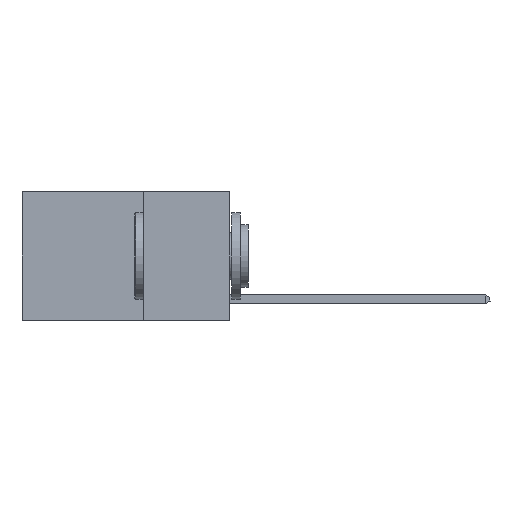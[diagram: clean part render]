
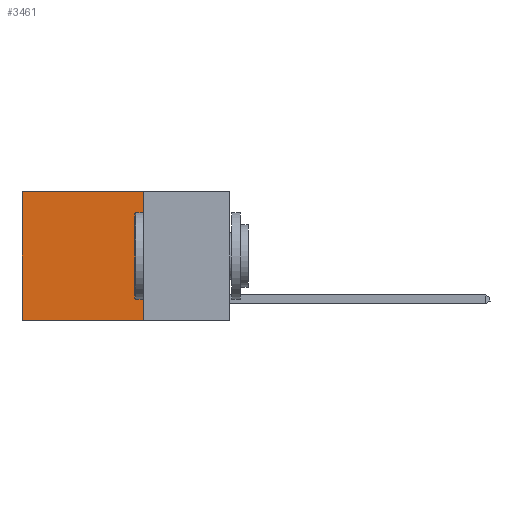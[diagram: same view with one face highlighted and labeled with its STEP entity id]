
A CAD part, left-side view. The second image highlights one B-rep face of the part: STEP entity #3461.
In plain terms, the highlighted planar face has unit normal (-1, 0, 0).
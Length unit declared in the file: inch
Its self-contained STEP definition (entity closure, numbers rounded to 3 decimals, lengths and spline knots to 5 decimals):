
#532 = ORIENTED_EDGE ( 'NONE', *, *, #4785, .T. ) ;
#855 = ORIENTED_EDGE ( 'NONE', *, *, #6466, .F. ) ;
#951 = LINE ( 'NONE', #11873, #9306 ) ;
#983 = PLANE ( 'NONE',  #5465 ) ;
#987 = CARTESIAN_POINT ( 'NONE',  ( 0.2625, 0.25, 0. ) ) ;
#1196 = VECTOR ( 'NONE', #2245, 39.37008 ) ;
#1994 = DIRECTION ( 'NONE',  ( 1., 0., 0. ) ) ;
#2245 = DIRECTION ( 'NONE',  ( 0., 0., -1. ) ) ;
#2895 = CARTESIAN_POINT ( 'NONE',  ( 0.2625, 0.25, -0.37 ) ) ;
#3205 = DIRECTION ( 'NONE',  ( 0., 1., 0. ) ) ;
#3398 = VERTEX_POINT ( 'NONE', #6370 ) ;
#3461 = ADVANCED_FACE ( 'NONE', ( #7997 ), #983, .F. ) ;
#4218 = CARTESIAN_POINT ( 'NONE',  ( 0.2625, 0.25, 0. ) ) ;
#4517 = VERTEX_POINT ( 'NONE', #8700 ) ;
#4721 = LINE ( 'NONE', #2895, #11742 ) ;
#4785 = EDGE_CURVE ( 'NONE', #8418, #4517, #6776, .T. ) ;
#4835 = ORIENTED_EDGE ( 'NONE', *, *, #11463, .F. ) ;
#5425 = EDGE_CURVE ( 'NONE', #4517, #3398, #951, .T. ) ;
#5465 = AXIS2_PLACEMENT_3D ( 'NONE', #11956, #1994, #8623 ) ;
#6370 = CARTESIAN_POINT ( 'NONE',  ( 0.2625, 0.6, -0.37 ) ) ;
#6466 = EDGE_CURVE ( 'NONE', #11022, #3398, #4721, .T. ) ;
#6776 = LINE ( 'NONE', #4218, #9494 ) ;
#7469 = CARTESIAN_POINT ( 'NONE',  ( 0.2625, 0.25, 0. ) ) ;
#7997 = FACE_OUTER_BOUND ( 'NONE', #10157, .T. ) ;
#8364 = DIRECTION ( 'NONE',  ( 0., 0., -1. ) ) ;
#8418 = VERTEX_POINT ( 'NONE', #7469 ) ;
#8623 = DIRECTION ( 'NONE',  ( 0., 0., -1. ) ) ;
#8700 = CARTESIAN_POINT ( 'NONE',  ( 0.2625, 0.6, 0. ) ) ;
#9212 = LINE ( 'NONE', #987, #1196 ) ;
#9306 = VECTOR ( 'NONE', #8364, 39.37008 ) ;
#9494 = VECTOR ( 'NONE', #3205, 39.37008 ) ;
#10157 = EDGE_LOOP ( 'NONE', ( #13724, #855, #4835, #532 ) ) ;
#10458 = DIRECTION ( 'NONE',  ( 0., 1., 0. ) ) ;
#11022 = VERTEX_POINT ( 'NONE', #13127 ) ;
#11463 = EDGE_CURVE ( 'NONE', #8418, #11022, #9212, .T. ) ;
#11742 = VECTOR ( 'NONE', #10458, 39.37008 ) ;
#11873 = CARTESIAN_POINT ( 'NONE',  ( 0.2625, 0.6, 0. ) ) ;
#11956 = CARTESIAN_POINT ( 'NONE',  ( 0.2625, 0.25, 0. ) ) ;
#13127 = CARTESIAN_POINT ( 'NONE',  ( 0.2625, 0.25, -0.37 ) ) ;
#13724 = ORIENTED_EDGE ( 'NONE', *, *, #5425, .T. ) ;
